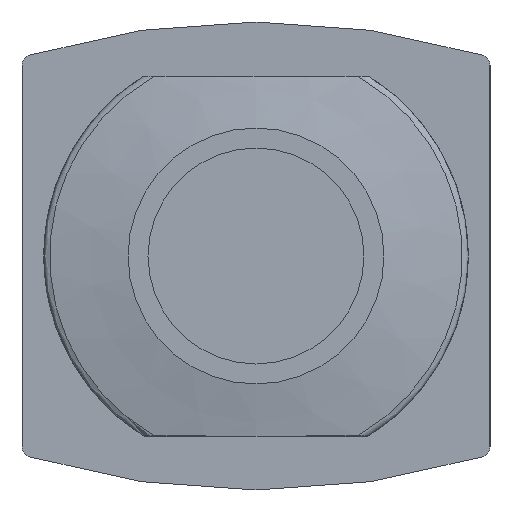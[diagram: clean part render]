
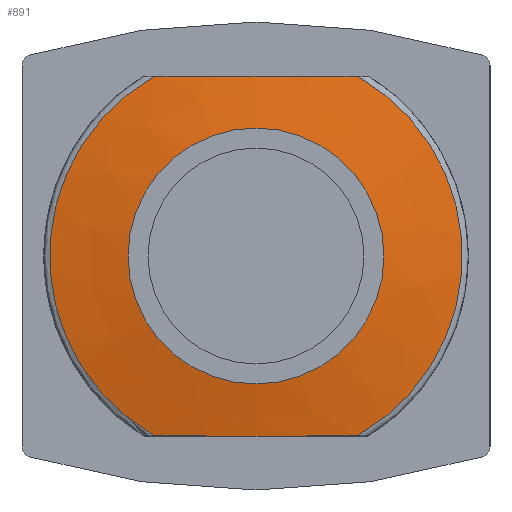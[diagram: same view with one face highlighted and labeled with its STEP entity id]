
A CAD part, left-side view. The second image highlights one B-rep face of the part: STEP entity #891.
In plain terms, the highlighted conical face has half-angle 80 degrees and reference radius 3.554 mm.
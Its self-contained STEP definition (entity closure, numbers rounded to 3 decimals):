
#20=CONICAL_SURFACE('',#960,3.554,1.396);
#44=B_SPLINE_CURVE_WITH_KNOTS('',3,(#1311,#1312,#1313,#1314),
 .UNSPECIFIED.,.F.,.F.,(4,4),(0.015,0.02),
 .UNSPECIFIED.);
#45=B_SPLINE_CURVE_WITH_KNOTS('',3,(#1315,#1316,#1317,#1318),
 .UNSPECIFIED.,.F.,.F.,(4,4),(0.015,0.02),
 .UNSPECIFIED.);
#174=ORIENTED_EDGE('',*,*,#304,.F.);
#175=ORIENTED_EDGE('',*,*,#305,.T.);
#176=ORIENTED_EDGE('',*,*,#270,.F.);
#177=ORIENTED_EDGE('',*,*,#306,.T.);
#178=ORIENTED_EDGE('',*,*,#302,.T.);
#270=EDGE_CURVE('',#346,#348,#401,.T.);
#302=EDGE_CURVE('',#370,#370,#418,.T.);
#304=EDGE_CURVE('',#372,#373,#420,.T.);
#305=EDGE_CURVE('',#372,#348,#44,.T.);
#306=EDGE_CURVE('',#346,#373,#45,.T.);
#346=VERTEX_POINT('',#1231);
#348=VERTEX_POINT('',#1234);
#370=VERTEX_POINT('',#1304);
#372=VERTEX_POINT('',#1309);
#373=VERTEX_POINT('',#1310);
#401=CIRCLE('',#929,5.735);
#418=CIRCLE('',#958,3.554);
#420=CIRCLE('',#961,5.735);
#458=EDGE_LOOP('',(#174,#175,#176,#177));
#459=EDGE_LOOP('',(#178));
#520=FACE_BOUND('',#458,.T.);
#521=FACE_BOUND('',#459,.T.);
#891=ADVANCED_FACE('',(#520,#521),#20,.T.);
#929=AXIS2_PLACEMENT_3D('',#1233,#1023,#1024);
#958=AXIS2_PLACEMENT_3D('',#1303,#1095,#1096);
#960=AXIS2_PLACEMENT_3D('',#1307,#1099,#1100);
#961=AXIS2_PLACEMENT_3D('',#1308,#1101,#1102);
#1023=DIRECTION('',(1.,0.,0.));
#1024=DIRECTION('',(0.,0.,-1.));
#1095=DIRECTION('',(1.,0.,0.));
#1096=DIRECTION('',(0.,0.,-1.));
#1099=DIRECTION('',(1.,0.,0.));
#1100=DIRECTION('',(0.,0.,-1.));
#1101=DIRECTION('',(1.,0.,0.));
#1102=DIRECTION('',(0.,0.,-1.));
#1231=CARTESIAN_POINT('',(-28.916,-2.808,5.));
#1233=CARTESIAN_POINT('',(-28.916,0.,0.));
#1234=CARTESIAN_POINT('',(-28.916,-2.808,-5.));
#1303=CARTESIAN_POINT('',(-29.3,0.,0.));
#1304=CARTESIAN_POINT('',(-29.3,0.,-3.554));
#1307=CARTESIAN_POINT('',(-29.3,0.,0.));
#1308=CARTESIAN_POINT('',(-28.916,0.,0.));
#1309=CARTESIAN_POINT('',(-28.916,2.808,-5.));
#1310=CARTESIAN_POINT('',(-28.916,2.808,5.));
#1311=CARTESIAN_POINT('',(-28.916,2.808,-5.));
#1312=CARTESIAN_POINT('',(-29.076,0.947,-5.));
#1313=CARTESIAN_POINT('',(-29.076,-0.945,-5.));
#1314=CARTESIAN_POINT('',(-28.916,-2.808,-5.));
#1315=CARTESIAN_POINT('',(-28.916,-2.808,5.));
#1316=CARTESIAN_POINT('',(-29.076,-0.947,5.));
#1317=CARTESIAN_POINT('',(-29.076,0.945,5.));
#1318=CARTESIAN_POINT('',(-28.916,2.808,5.));
